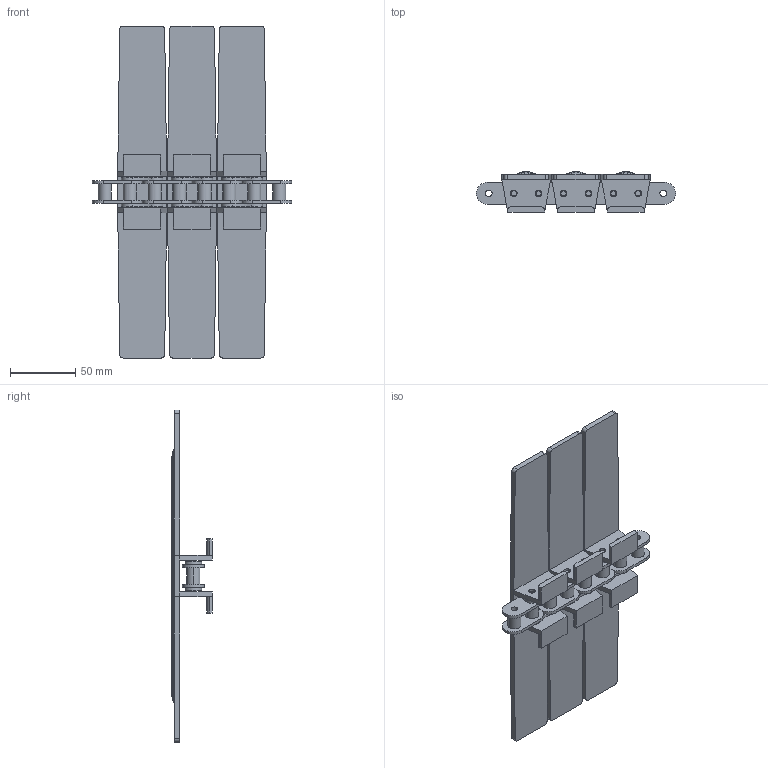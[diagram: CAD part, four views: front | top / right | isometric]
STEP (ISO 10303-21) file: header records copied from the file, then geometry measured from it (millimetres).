
FILE_DESCRIPTION((''),'2;1');
FILE_NAME('1873_TAB_S_SUPERGRIP_ASM','2021-05-11T',('SYSTEM'),(''),'PRO/ENGINEER BY PARAMETRIC TECHNOLOGY CORPORATION, 2016360','PRO/ENGINEER BY PARAMETRIC TECHNOLOGY CORPORATION, 2016360','');
FILE_SCHEMA(('AUTOMOTIVE_DESIGN { 1 0 10303 214 1 1 1 1 }'));
Length unit declared in the file: inch
Products named in the file (6): 1843_TAB_S; LINK; PIN; CHAIN; SG_10; 1873_TAB_S_SUPERGRIP_ASM
Assembly tree (22 placements, depth 2):
  1873_TAB_S_SUPERGRIP_ASM
    1843_TAB_S  x3
    LINK  x6
    PIN  x6
    CHAIN  x4
    SG_10  x3
Bounding box: 152.4 x 30.98 x 254 mm (x, y, z)
Volume: 180906.5 mm3; surface area: 129648.3 mm2
Topology: 22 solids, 22 shells, 422 faces, 1088 edges, 712 vertices
Faces by surface type: plane 209, cylinder 183, cone 24, sphere 6
Entity records: 4423 total; most frequent: DIRECTION 734, CARTESIAN_POINT 673, ORIENTED_EDGE 600, EDGE_CURVE 300, AXIS2_PLACEMENT_3D 290, VERTEX_POINT 196, VECTOR 154, LINE 154
